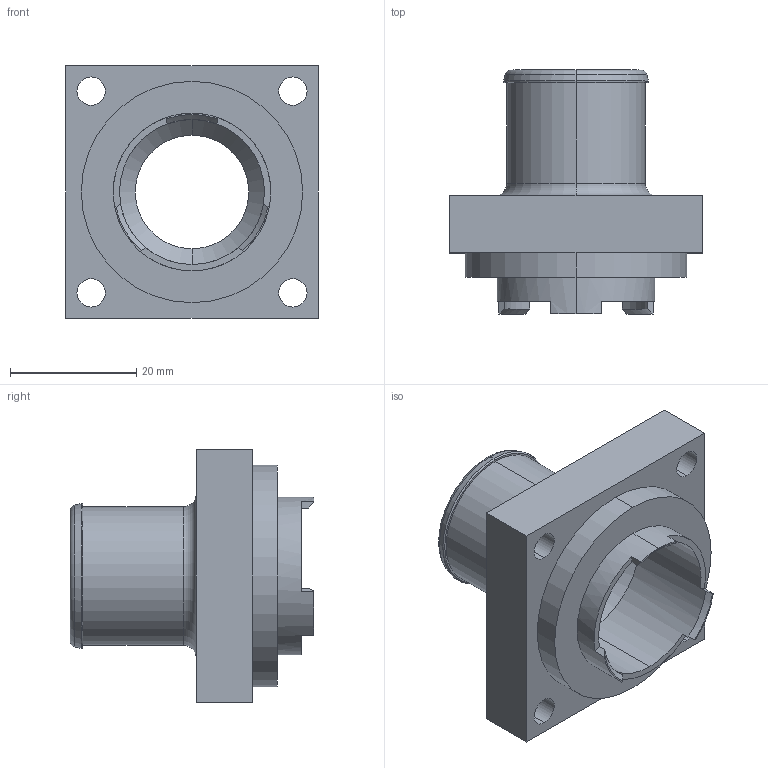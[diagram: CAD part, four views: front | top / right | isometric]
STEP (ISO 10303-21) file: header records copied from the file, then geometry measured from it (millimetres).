
FILE_DESCRIPTION (( 'STEP AP214' ), '1' );
FILE_NAME ('2020-018.STEP', '2020-04-06T12:54:48', ( '' ), ( '' ), 'SwSTEP 2.0', 'SolidWorks 2014', '' );
FILE_SCHEMA (( 'AUTOMOTIVE_DESIGN' ));
Length unit declared in the file: millimetre
Products named in the file (2): 2020-018
Bounding box: 40 x 38.7 x 40 mm (x, y, z)
Volume: 15466.4 mm3; surface area: 8901.9 mm2
Topology: 1 solids, 1 shells, 52 faces, 131 edges, 84 vertices
Faces by surface type: plane 21, cylinder 18, cone 7, torus 6
Entity records: 1657 total; most frequent: DIRECTION 300, CARTESIAN_POINT 287, ORIENTED_EDGE 262, EDGE_CURVE 131, AXIS2_PLACEMENT_3D 121, VERTEX_POINT 84, CIRCLE 67, EDGE_LOOP 65
